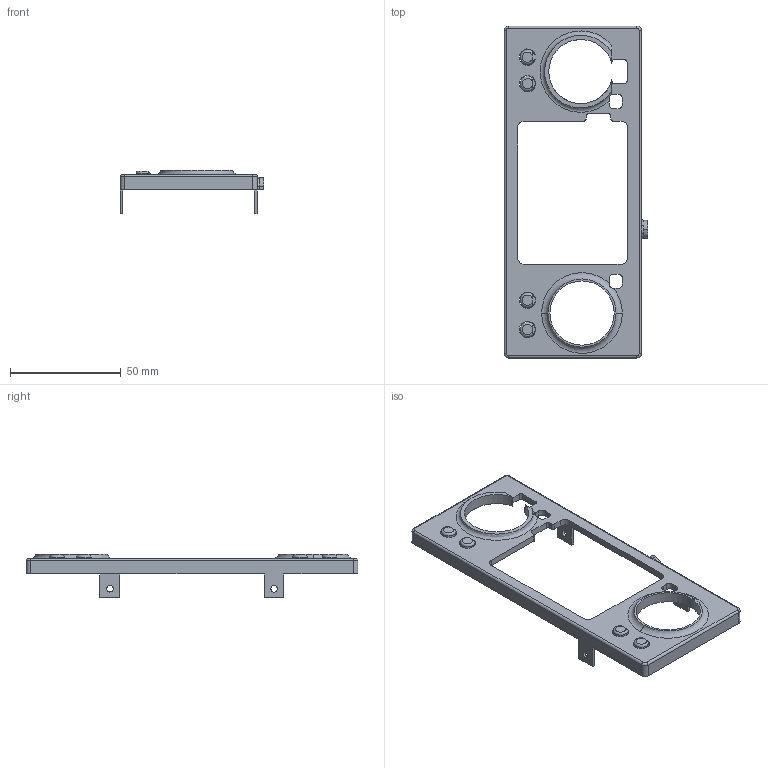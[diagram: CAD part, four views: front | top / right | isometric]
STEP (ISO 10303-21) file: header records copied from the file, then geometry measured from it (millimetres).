
FILE_DESCRIPTION (( 'STEP AP214' ), '1' );
FILE_NAME ('盓傅.SLDPRT.STEP', '2025-03-25T16:43:04', ( '' ), ( '' ), 'SwSTEP 2.0', 'SolidWorks 2020', '' );
FILE_SCHEMA (( 'AUTOMOTIVE_DESIGN' ));
Length unit declared in the file: millimetre
Products named in the file (1): 盓傅.SLDPRT
Bounding box: 64.99 x 150.01 x 19.82 mm (x, y, z)
Volume: 17561.3 mm3; surface area: 16606.8 mm2
Topology: 1 solids, 1 shells, 168 faces, 477 edges, 314 vertices
Faces by surface type: plane 85, cylinder 69, torus 13, bspline 1
Entity records: 5777 total; most frequent: CARTESIAN_POINT 1223, DIRECTION 958, ORIENTED_EDGE 954, EDGE_CURVE 477, AXIS2_PLACEMENT_3D 339, VERTEX_POINT 314, VECTOR 280, LINE 280
